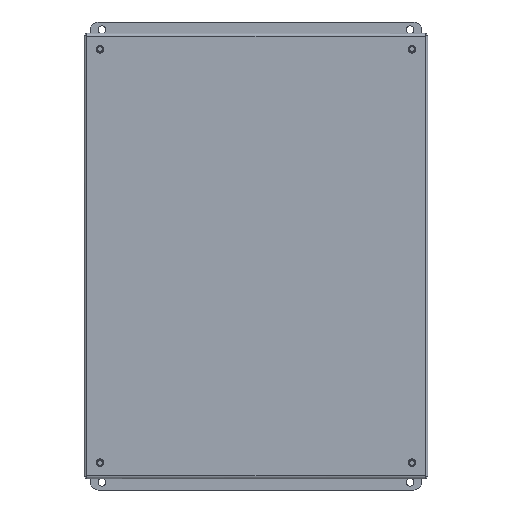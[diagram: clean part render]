
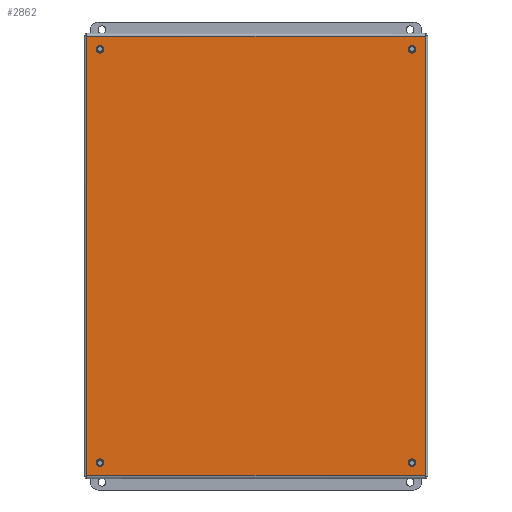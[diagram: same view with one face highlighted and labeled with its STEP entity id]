
A CAD part, front view. The second image highlights one B-rep face of the part: STEP entity #2862.
In plain terms, the highlighted planar face has unit normal (0, -1, 0).
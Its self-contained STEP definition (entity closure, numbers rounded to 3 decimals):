
#2862 = ADVANCED_FACE( '', ( #6255, #6256, #6257, #6258, #6259 ), #6260, .T. );
#6255 = FACE_BOUND( '', #10742, .T. );
#6256 = FACE_BOUND( '', #10743, .T. );
#6257 = FACE_BOUND( '', #10744, .T. );
#6258 = FACE_BOUND( '', #10745, .T. );
#6259 = FACE_OUTER_BOUND( '', #10746, .T. );
#6260 = PLANE( '', #10747 );
#10742 = EDGE_LOOP( '', ( #20702 ) );
#10743 = EDGE_LOOP( '', ( #20703 ) );
#10744 = EDGE_LOOP( '', ( #20704 ) );
#10745 = EDGE_LOOP( '', ( #20705 ) );
#10746 = EDGE_LOOP( '', ( #20706, #20707, #20708, #20709 ) );
#10747 = AXIS2_PLACEMENT_3D( '', #20710, #20711, #20712 );
#20702 = ORIENTED_EDGE( '', *, *, #29729, .T. );
#20703 = ORIENTED_EDGE( '', *, *, #28520, .T. );
#20704 = ORIENTED_EDGE( '', *, *, #28547, .T. );
#20705 = ORIENTED_EDGE( '', *, *, #30429, .T. );
#20706 = ORIENTED_EDGE( '', *, *, #27724, .T. );
#20707 = ORIENTED_EDGE( '', *, *, #30141, .F. );
#20708 = ORIENTED_EDGE( '', *, *, #28635, .T. );
#20709 = ORIENTED_EDGE( '', *, *, #30430, .T. );
#20710 = CARTESIAN_POINT( '', ( 0., 0., 0. ) );
#20711 = DIRECTION( '', ( 0., -1., 0. ) );
#20712 = DIRECTION( '', ( 0., 0., -1. ) );
#27724 = EDGE_CURVE( '', #31926, #31924, #31927, .T. );
#28520 = EDGE_CURVE( '', #33299, #33299, #33300, .T. );
#28547 = EDGE_CURVE( '', #33342, #33342, #33343, .T. );
#28635 = EDGE_CURVE( '', #33418, #33489, #33491, .T. );
#29729 = EDGE_CURVE( '', #35231, #35231, #35232, .T. );
#30141 = EDGE_CURVE( '', #33418, #31924, #35849, .T. );
#30429 = EDGE_CURVE( '', #36250, #36250, #36251, .T. );
#30430 = EDGE_CURVE( '', #33489, #31926, #36252, .T. );
#31924 = VERTEX_POINT( '', #38191 );
#31926 = VERTEX_POINT( '', #38202 );
#31927 = LINE( '', #38203, #38204 );
#33299 = VERTEX_POINT( '', #42371 );
#33300 = CIRCLE( '', #42372, 3.175 );
#33342 = VERTEX_POINT( '', #42495 );
#33343 = CIRCLE( '', #42496, 3.175 );
#33418 = VERTEX_POINT( '', #42706 );
#33489 = VERTEX_POINT( '', #42847 );
#33491 = LINE( '', #42858, #42859 );
#35231 = VERTEX_POINT( '', #47898 );
#35232 = CIRCLE( '', #47899, 3.175 );
#35849 = LINE( '', #49749, #49750 );
#36250 = VERTEX_POINT( '', #51107 );
#36251 = CIRCLE( '', #51108, 3.175 );
#36252 = LINE( '', #51109, #51110 );
#38191 = CARTESIAN_POINT( '', ( 137.681, 0., -178.956 ) );
#38202 = CARTESIAN_POINT( '', ( -137.681, 0., -178.956 ) );
#38203 = CARTESIAN_POINT( '', ( 137.681, 0., -178.956 ) );
#38204 = VECTOR( '', #55884, 1000. );
#42371 = CARTESIAN_POINT( '', ( 130.175, 0., -168.275 ) );
#42372 = AXIS2_PLACEMENT_3D( '', #56302, #56303, #56304 );
#42495 = CARTESIAN_POINT( '', ( -123.825, 0., 168.275 ) );
#42496 = AXIS2_PLACEMENT_3D( '', #56321, #56322, #56323 );
#42706 = CARTESIAN_POINT( '', ( 137.681, 0., 178.956 ) );
#42847 = CARTESIAN_POINT( '', ( -137.681, 0., 178.956 ) );
#42858 = CARTESIAN_POINT( '', ( -140.018, 0., 178.956 ) );
#42859 = VECTOR( '', #56376, 1000. );
#47898 = CARTESIAN_POINT( '', ( 130.175, 0., 168.275 ) );
#47899 = AXIS2_PLACEMENT_3D( '', #56835, #56836, #56837 );
#49749 = CARTESIAN_POINT( '', ( 137.681, 0., 178.956 ) );
#49750 = VECTOR( '', #57004, 1000. );
#51107 = CARTESIAN_POINT( '', ( -123.825, 0., -168.275 ) );
#51108 = AXIS2_PLACEMENT_3D( '', #57122, #57123, #57124 );
#51109 = CARTESIAN_POINT( '', ( -137.681, 0., -181.293 ) );
#51110 = VECTOR( '', #57125, 1000. );
#55884 = DIRECTION( '', ( 1., 0., 0. ) );
#56302 = CARTESIAN_POINT( '', ( 127., 0., -168.275 ) );
#56303 = DIRECTION( '', ( 0., 1., 0. ) );
#56304 = DIRECTION( '', ( 1., 0., 0. ) );
#56321 = CARTESIAN_POINT( '', ( -127., 0., 168.275 ) );
#56322 = DIRECTION( '', ( 0., 1., 0. ) );
#56323 = DIRECTION( '', ( 1., 0., 0. ) );
#56376 = DIRECTION( '', ( -1., 0., 0. ) );
#56835 = CARTESIAN_POINT( '', ( 127., 0., 168.275 ) );
#56836 = DIRECTION( '', ( 0., 1., 0. ) );
#56837 = DIRECTION( '', ( 1., 0., 0. ) );
#57004 = DIRECTION( '', ( 0., 0., -1. ) );
#57122 = CARTESIAN_POINT( '', ( -127., 0., -168.275 ) );
#57123 = DIRECTION( '', ( 0., 1., 0. ) );
#57124 = DIRECTION( '', ( 1., 0., 0. ) );
#57125 = DIRECTION( '', ( 0., 0., -1. ) );
